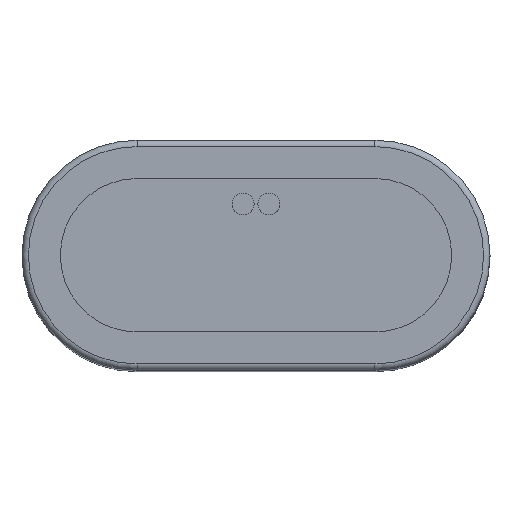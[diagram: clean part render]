
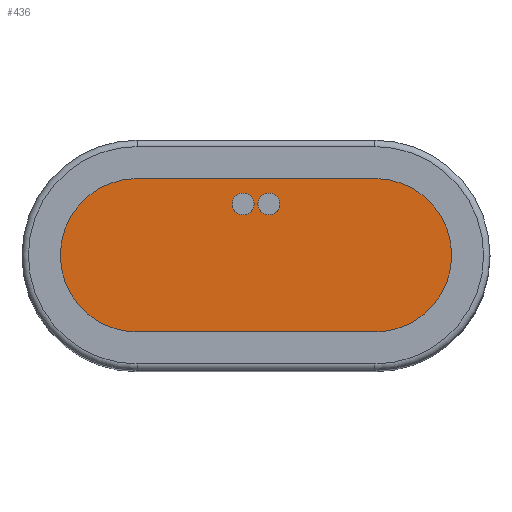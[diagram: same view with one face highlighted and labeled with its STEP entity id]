
A CAD part, top view. The second image highlights one B-rep face of the part: STEP entity #436.
In plain terms, the highlighted planar face has unit normal (0, 0, 1).
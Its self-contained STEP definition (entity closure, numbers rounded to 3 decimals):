
#32=PLANE('',#507);
#59=LINE('',#760,#89);
#63=LINE('',#771,#93);
#89=VECTOR('',#626,10.);
#93=VECTOR('',#638,10.);
#132=FACE_OUTER_BOUND('',#164,.T.);
#164=EDGE_LOOP('',(#393,#394,#395,#396));
#191=CIRCLE('',#499,6.);
#193=CIRCLE('',#503,6.);
#223=VERTEX_POINT('',#750);
#224=VERTEX_POINT('',#751);
#227=VERTEX_POINT('',#759);
#229=VERTEX_POINT('',#765);
#275=EDGE_CURVE('',#223,#224,#191,.T.);
#279=EDGE_CURVE('',#224,#227,#59,.T.);
#282=EDGE_CURVE('',#227,#229,#193,.T.);
#285=EDGE_CURVE('',#229,#223,#63,.T.);
#393=ORIENTED_EDGE('',*,*,#282,.F.);
#394=ORIENTED_EDGE('',*,*,#279,.F.);
#395=ORIENTED_EDGE('',*,*,#275,.F.);
#396=ORIENTED_EDGE('',*,*,#285,.F.);
#436=ADVANCED_FACE('',(#132),#32,.T.);
#499=AXIS2_PLACEMENT_3D('',#752,#618,#619);
#503=AXIS2_PLACEMENT_3D('',#766,#631,#632);
#507=AXIS2_PLACEMENT_3D('',#774,#642,#643);
#618=DIRECTION('center_axis',(0.,0.,-1.));
#619=DIRECTION('ref_axis',(0.,-1.,0.));
#626=DIRECTION('',(-1.,0.,0.));
#631=DIRECTION('center_axis',(0.,0.,-1.));
#632=DIRECTION('ref_axis',(0.,1.,0.));
#638=DIRECTION('',(1.,0.,0.));
#642=DIRECTION('center_axis',(0.,0.,1.));
#643=DIRECTION('ref_axis',(1.,0.,0.));
#750=CARTESIAN_POINT('',(9.3,6.,66.));
#751=CARTESIAN_POINT('',(9.3,-6.,66.));
#752=CARTESIAN_POINT('Origin',(9.3,0.,66.));
#759=CARTESIAN_POINT('',(-9.3,-6.,66.));
#760=CARTESIAN_POINT('',(-4.65,-6.,66.));
#765=CARTESIAN_POINT('',(-9.3,6.,66.));
#766=CARTESIAN_POINT('Origin',(-9.3,0.,66.));
#771=CARTESIAN_POINT('',(4.65,6.,66.));
#774=CARTESIAN_POINT('Origin',(0.,0.,66.));
